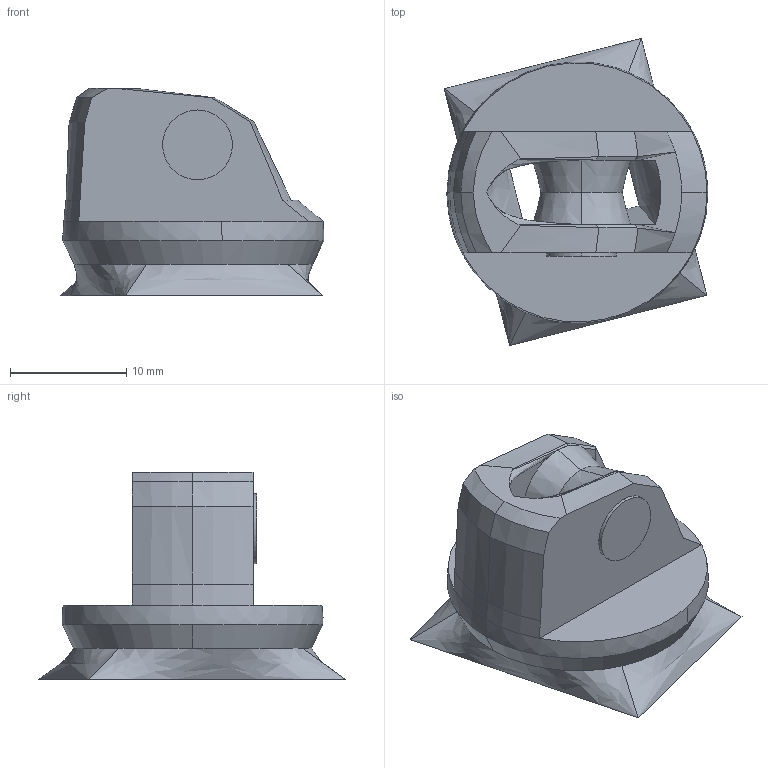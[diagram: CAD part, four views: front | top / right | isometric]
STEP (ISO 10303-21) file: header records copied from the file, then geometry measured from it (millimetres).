
FILE_DESCRIPTION (( 'STEP AP203' ), '1' );
FILE_NAME ('Kciuk_Finger5_Domyœlna_sldprt.STEP', '2020-06-09T22:46:27', ( '' ), ( '' ), 'SwSTEP 2.0', 'SolidWorks 2018', '' );
FILE_SCHEMA (( 'CONFIG_CONTROL_DESIGN' ));
Length unit declared in the file: millimetre
Products named in the file (1): Kciuk_Finger5_Domyœlna_sldprt
Bounding box: 22.68 x 26.42 x 17.8 mm (x, y, z)
Volume: 3085.3 mm3; surface area: 2359.3 mm2
Topology: 1 solids, 1 shells, 77 faces, 190 edges, 114 vertices
Faces by surface type: bspline 42, plane 23, cylinder 6, cone 6
Entity records: 3041 total; most frequent: CARTESIAN_POINT 1226, ORIENTED_EDGE 380, DIRECTION 328, EDGE_CURVE 190, VERTEX_POINT 114, AXIS2_PLACEMENT_3D 110, VECTOR 108, LINE 108
